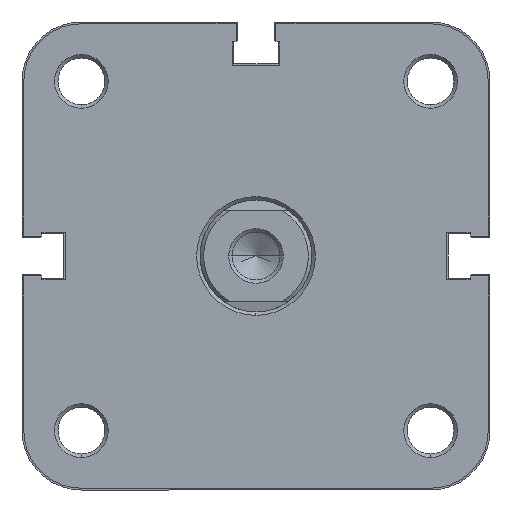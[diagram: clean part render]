
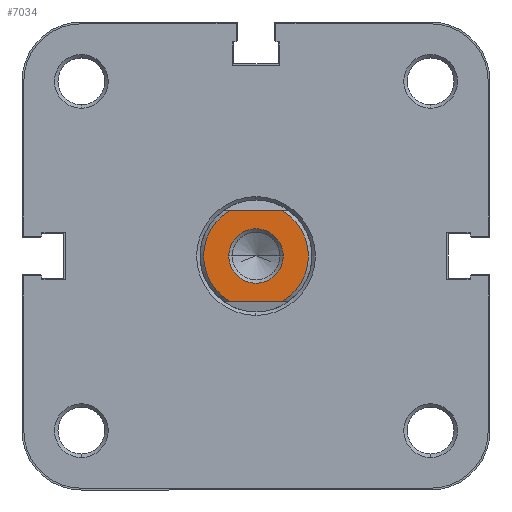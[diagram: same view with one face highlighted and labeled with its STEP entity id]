
A CAD part, left-side view. The second image highlights one B-rep face of the part: STEP entity #7034.
In plain terms, the highlighted face is planar.
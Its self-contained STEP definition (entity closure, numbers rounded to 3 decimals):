
#295 = ORIENTED_EDGE ( 'NONE', *, *, #3664, .F. ) ;
#298 = ORIENTED_EDGE ( 'NONE', *, *, #3661, .T. ) ;
#300 = ORIENTED_EDGE ( 'NONE', *, *, #3663, .T. ) ;
#329 = ORIENTED_EDGE ( 'NONE', *, *, #3577, .T. ) ;
#331 = ORIENTED_EDGE ( 'NONE', *, *, #3678, .F. ) ;
#363 = ORIENTED_EDGE ( 'NONE', *, *, #3684, .T. ) ;
#795 = CARTESIAN_POINT ( 'NONE',  ( 461., -6.5, 4.664 ) ) ;
#796 = DIRECTION ( 'NONE',  ( 1., 0., 0. ) ) ;
#797 = DIRECTION ( 'NONE',  ( 0., -1., 0. ) ) ;
#801 = DIRECTION ( 'NONE',  ( -1., 0., 0. ) ) ;
#802 = DIRECTION ( 'NONE',  ( 0., -1., 0. ) ) ;
#803 = DIRECTION ( 'NONE',  ( 0., 0., 1. ) ) ;
#828 = CARTESIAN_POINT ( 'NONE',  ( 461., 6.5, 4.664 ) ) ;
#839 = DIRECTION ( 'NONE',  ( 0., 0., -1. ) ) ;
#842 = CARTESIAN_POINT ( 'NONE',  ( 461., 0., 0. ) ) ;
#853 = DIRECTION ( 'NONE',  ( -1., 0., 0. ) ) ;
#854 = DIRECTION ( 'NONE',  ( 0., -1., 0. ) ) ;
#1529 = CARTESIAN_POINT ( 'NONE',  ( 461., 8., 0. ) ) ;
#1537 = PLANE ( 'NONE',  #3229 ) ;
#1538 = DIRECTION ( 'NONE',  ( -1., 0., 0. ) ) ;
#1539 = DIRECTION ( 'NONE',  ( 0., -1., 0. ) ) ;
#2174 = FACE_OUTER_BOUND ( 'NONE', #6105, .T. ) ;
#2176 = FACE_BOUND ( 'NONE', #6107, .T. ) ;
#2642 = VERTEX_POINT ( 'NONE', #4964 ) ;
#2643 = VERTEX_POINT ( 'NONE', #4965 ) ;
#2648 = VERTEX_POINT ( 'NONE', #4970 ) ;
#2649 = VERTEX_POINT ( 'NONE', #4971 ) ;
#2679 = VERTEX_POINT ( 'NONE', #5001 ) ;
#2680 = VERTEX_POINT ( 'NONE', #5002 ) ;
#3053 = AXIS2_PLACEMENT_3D ( 'NONE', #5877, #5878, #5879 ) ;
#3083 = AXIS2_PLACEMENT_3D ( 'NONE', #6087, #796, #797 ) ;
#3084 = AXIS2_PLACEMENT_3D ( 'NONE', #6092, #801, #802 ) ;
#3090 = AXIS2_PLACEMENT_3D ( 'NONE', #842, #853, #854 ) ;
#3229 = AXIS2_PLACEMENT_3D ( 'NONE', #1529, #1538, #1539 ) ;
#3577 = EDGE_CURVE ( 'NONE', #2642, #2643, #4485, .T. ) ;
#3661 = EDGE_CURVE ( 'NONE', #2648, #2649, #4602, .T. ) ;
#3663 = EDGE_CURVE ( 'NONE', #2679, #2680, #4604, .T. ) ;
#3664 = EDGE_CURVE ( 'NONE', #2648, #2643, #4603, .T. ) ;
#3678 = EDGE_CURVE ( 'NONE', #2642, #2649, #4625, .T. ) ;
#3684 = EDGE_CURVE ( 'NONE', #2680, #2679, #4638, .T. ) ;
#4485 = CIRCLE ( 'NONE', #3053, 7.5 ) ;
#4598 = VECTOR ( 'NONE', #803, 1000. ) ;
#4602 = CIRCLE ( 'NONE', #3083, 7.5 ) ;
#4603 = LINE ( 'NONE', #795, #4598 ) ;
#4604 = CIRCLE ( 'NONE', #3084, 3.9 ) ;
#4623 = VECTOR ( 'NONE', #839, 1000. ) ;
#4625 = LINE ( 'NONE', #828, #4623 ) ;
#4638 = CIRCLE ( 'NONE', #3090, 3.9 ) ;
#4964 = CARTESIAN_POINT ( 'NONE',  ( 461., 6.5, 3.742 ) ) ;
#4965 = CARTESIAN_POINT ( 'NONE',  ( 461., -6.5, 3.742 ) ) ;
#4970 = CARTESIAN_POINT ( 'NONE',  ( 461., -6.5, -3.742 ) ) ;
#4971 = CARTESIAN_POINT ( 'NONE',  ( 461., 6.5, -3.742 ) ) ;
#5001 = CARTESIAN_POINT ( 'NONE',  ( 461., 0., 3.9 ) ) ;
#5002 = CARTESIAN_POINT ( 'NONE',  ( 461., 0., -3.9 ) ) ;
#5877 = CARTESIAN_POINT ( 'NONE',  ( 461., 0., 0. ) ) ;
#5878 = DIRECTION ( 'NONE',  ( 1., 0., 0. ) ) ;
#5879 = DIRECTION ( 'NONE',  ( 0., -1., 0. ) ) ;
#6087 = CARTESIAN_POINT ( 'NONE',  ( 461., 0., 0. ) ) ;
#6092 = CARTESIAN_POINT ( 'NONE',  ( 461., 0., 0. ) ) ;
#6105 = EDGE_LOOP ( 'NONE', ( #298, #331, #329, #295 ) ) ;
#6107 = EDGE_LOOP ( 'NONE', ( #363, #300 ) ) ;
#7034 = ADVANCED_FACE ( 'NONE', ( #2176, #2174 ), #1537, .F. ) ;
